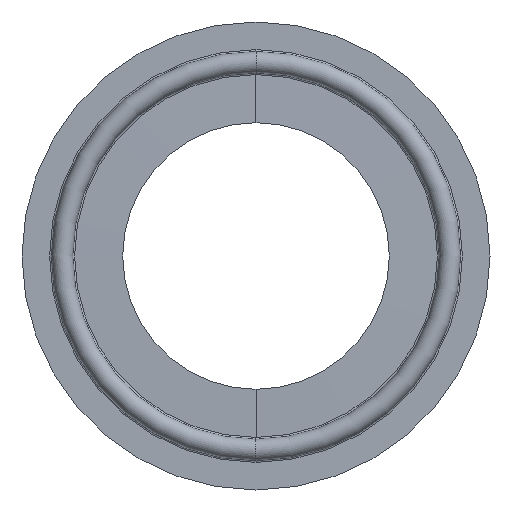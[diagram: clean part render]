
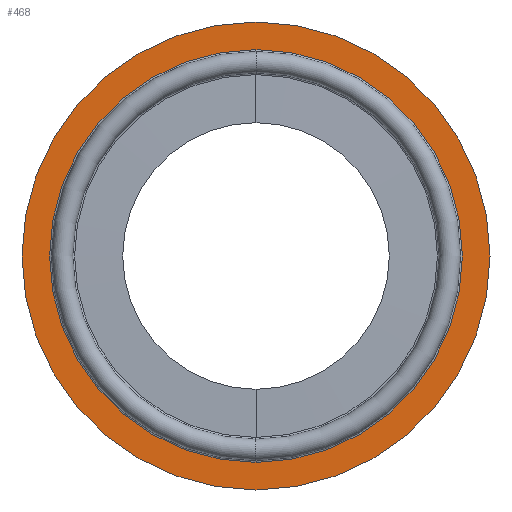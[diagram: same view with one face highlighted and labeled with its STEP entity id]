
A CAD part, left-side view. The second image highlights one B-rep face of the part: STEP entity #468.
In plain terms, the highlighted planar face has unit normal (-1, 0, 0).
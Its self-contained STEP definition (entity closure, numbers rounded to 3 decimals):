
#16 = CARTESIAN_POINT ( 'NONE',  ( -0.9, 0., 26.25 ) ) ;
#34 = CIRCLE ( 'NONE', #667, 23.15 ) ;
#36 = VERTEX_POINT ( 'NONE', #16 ) ;
#60 = CARTESIAN_POINT ( 'NONE',  ( -0.9, 0., 23.15 ) ) ;
#76 = EDGE_CURVE ( 'NONE', #36, #905, #184, .T. ) ;
#101 = DIRECTION ( 'NONE',  ( 0., 0., -1. ) ) ;
#171 = DIRECTION ( 'NONE',  ( 1., 0., 0. ) ) ;
#180 = EDGE_CURVE ( 'NONE', #905, #36, #729, .T. ) ;
#184 = CIRCLE ( 'NONE', #229, 26.25 ) ;
#188 = DIRECTION ( 'NONE',  ( 0., 0., -1. ) ) ;
#222 = DIRECTION ( 'NONE',  ( 1., 0., 0. ) ) ;
#229 = AXIS2_PLACEMENT_3D ( 'NONE', #300, #582, #642 ) ;
#231 = VERTEX_POINT ( 'NONE', #60 ) ;
#295 = ORIENTED_EDGE ( 'NONE', *, *, #338, .T. ) ;
#300 = CARTESIAN_POINT ( 'NONE',  ( -0.9, 0., 0. ) ) ;
#301 = EDGE_LOOP ( 'NONE', ( #620, #295 ) ) ;
#338 = EDGE_CURVE ( 'NONE', #231, #343, #34, .T. ) ;
#343 = VERTEX_POINT ( 'NONE', #638 ) ;
#358 = CARTESIAN_POINT ( 'NONE',  ( -0.9, 0., 0. ) ) ;
#367 = ORIENTED_EDGE ( 'NONE', *, *, #180, .T. ) ;
#384 = DIRECTION ( 'NONE',  ( 0., 0., 1. ) ) ;
#388 = DIRECTION ( 'NONE',  ( 1., 0., 0. ) ) ;
#404 = AXIS2_PLACEMENT_3D ( 'NONE', #818, #388, #188 ) ;
#455 = EDGE_CURVE ( 'NONE', #343, #231, #900, .T. ) ;
#468 = ADVANCED_FACE ( 'NONE', ( #547, #668 ), #746, .F. ) ;
#538 = CARTESIAN_POINT ( 'NONE',  ( -0.9, 0., 0. ) ) ;
#547 = FACE_BOUND ( 'NONE', #301, .T. ) ;
#582 = DIRECTION ( 'NONE',  ( -1., 0., 0. ) ) ;
#608 = ORIENTED_EDGE ( 'NONE', *, *, #76, .T. ) ;
#620 = ORIENTED_EDGE ( 'NONE', *, *, #455, .T. ) ;
#638 = CARTESIAN_POINT ( 'NONE',  ( -0.9, 0., -23.15 ) ) ;
#640 = CARTESIAN_POINT ( 'NONE',  ( -0.9, 0., -26.25 ) ) ;
#642 = DIRECTION ( 'NONE',  ( 0., 0., 1. ) ) ;
#667 = AXIS2_PLACEMENT_3D ( 'NONE', #358, #222, #854 ) ;
#668 = FACE_OUTER_BOUND ( 'NONE', #894, .T. ) ;
#675 = DIRECTION ( 'NONE',  ( -1., 0., 0. ) ) ;
#729 = CIRCLE ( 'NONE', #860, 26.25 ) ;
#746 = PLANE ( 'NONE',  #404 ) ;
#755 = AXIS2_PLACEMENT_3D ( 'NONE', #782, #171, #101 ) ;
#782 = CARTESIAN_POINT ( 'NONE',  ( -0.9, 0., 0. ) ) ;
#818 = CARTESIAN_POINT ( 'NONE',  ( -0.9, 22.95, 0. ) ) ;
#854 = DIRECTION ( 'NONE',  ( 0., 0., -1. ) ) ;
#860 = AXIS2_PLACEMENT_3D ( 'NONE', #538, #675, #384 ) ;
#894 = EDGE_LOOP ( 'NONE', ( #608, #367 ) ) ;
#900 = CIRCLE ( 'NONE', #755, 23.15 ) ;
#905 = VERTEX_POINT ( 'NONE', #640 ) ;
